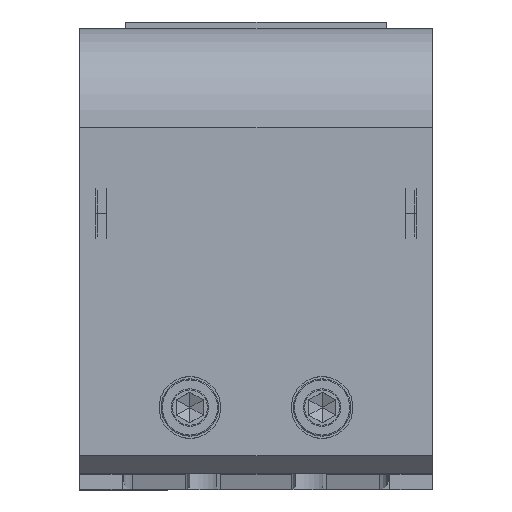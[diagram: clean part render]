
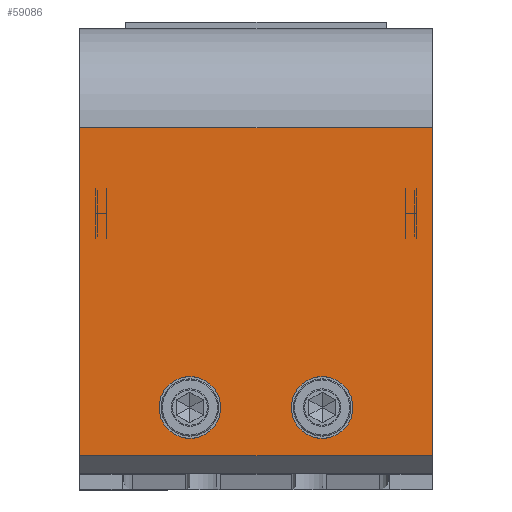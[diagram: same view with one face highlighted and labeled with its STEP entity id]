
A CAD part, top view. The second image highlights one B-rep face of the part: STEP entity #59086.
In plain terms, the highlighted planar face has unit normal (0, 0, 1).
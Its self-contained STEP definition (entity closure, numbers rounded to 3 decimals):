
#298 = ORIENTED_EDGE ( 'NONE', *, *, #121489, .F. ) ;
#517 = AXIS2_PLACEMENT_3D ( 'NONE', #77477, #128546, #112707 ) ;
#4316 = EDGE_CURVE ( 'NONE', #146236, #158183, #174429, .T. ) ;
#5615 = DIRECTION ( 'NONE',  ( -1., 0., 0. ) ) ;
#7673 = ORIENTED_EDGE ( 'NONE', *, *, #55591, .T. ) ;
#11652 = LINE ( 'NONE', #215692, #177597 ) ;
#13554 = CARTESIAN_POINT ( 'NONE',  ( 153.798, 174.238, 570.351 ) ) ;
#17405 = DIRECTION ( 'NONE',  ( 1., 0., 0. ) ) ;
#17734 = ORIENTED_EDGE ( 'NONE', *, *, #174455, .F. ) ;
#29451 = VERTEX_POINT ( 'NONE', #209707 ) ;
#35129 = DIRECTION ( 'NONE',  ( 0., 0., 1. ) ) ;
#38278 = CARTESIAN_POINT ( 'NONE',  ( 105.798, 163.238, 570.351 ) ) ;
#38428 = FACE_BOUND ( 'NONE', #138127, .T. ) ;
#39548 = DIRECTION ( 'NONE',  ( 0., 0., -1. ) ) ;
#42704 = CIRCLE ( 'NONE', #191081, 7. ) ;
#43368 = DIRECTION ( 'NONE',  ( 0., -1., 0. ) ) ;
#49591 = DIRECTION ( 'NONE',  ( -1., 0., 0. ) ) ;
#53216 = CARTESIAN_POINT ( 'NONE',  ( 160.798, 174.238, 570.351 ) ) ;
#54726 = CARTESIAN_POINT ( 'NONE',  ( 160.798, 174.238, 570.351 ) ) ;
#55591 = EDGE_CURVE ( 'NONE', #99529, #29451, #134721, .T. ) ;
#59086 = ADVANCED_FACE ( 'NONE', ( #38428, #90622, #94021 ), #126909, .F. ) ;
#65246 = DIRECTION ( 'NONE',  ( 0., 0., 1. ) ) ;
#66827 = CARTESIAN_POINT ( 'NONE',  ( 185.798, 163.238, 570.351 ) ) ;
#68565 = CARTESIAN_POINT ( 'NONE',  ( 130.798, 174.238, 570.351 ) ) ;
#75895 = DIRECTION ( 'NONE',  ( 0., -1., 0. ) ) ;
#75961 = ORIENTED_EDGE ( 'NONE', *, *, #127575, .T. ) ;
#77477 = CARTESIAN_POINT ( 'NONE',  ( 130.798, 174.238, 570.351 ) ) ;
#90622 = FACE_BOUND ( 'NONE', #203577, .T. ) ;
#94021 = FACE_OUTER_BOUND ( 'NONE', #99619, .T. ) ;
#94995 = ORIENTED_EDGE ( 'NONE', *, *, #210973, .F. ) ;
#99170 = VECTOR ( 'NONE', #75895, 1000. ) ;
#99529 = VERTEX_POINT ( 'NONE', #165278 ) ;
#99619 = EDGE_LOOP ( 'NONE', ( #75961, #196937, #94995, #7673 ) ) ;
#101088 = DIRECTION ( 'NONE',  ( 1., 0., 0. ) ) ;
#101516 = AXIS2_PLACEMENT_3D ( 'NONE', #68565, #65246, #187568 ) ;
#101872 = CARTESIAN_POINT ( 'NONE',  ( 123.798, 174.238, 570.351 ) ) ;
#101904 = CARTESIAN_POINT ( 'NONE',  ( 137.798, 174.238, 570.351 ) ) ;
#106697 = AXIS2_PLACEMENT_3D ( 'NONE', #215243, #39548, #5615 ) ;
#110007 = ORIENTED_EDGE ( 'NONE', *, *, #189090, .F. ) ;
#112707 = DIRECTION ( 'NONE',  ( 1., 0., 0. ) ) ;
#120175 = DIRECTION ( 'NONE',  ( 1., 0., 0. ) ) ;
#121489 = EDGE_CURVE ( 'NONE', #152830, #182549, #173856, .T. ) ;
#124005 = DIRECTION ( 'NONE',  ( 0., 0., 1. ) ) ;
#125850 = CARTESIAN_POINT ( 'NONE',  ( 185.798, 159.238, 570.351 ) ) ;
#126909 = PLANE ( 'NONE',  #106697 ) ;
#127575 = EDGE_CURVE ( 'NONE', #29451, #146236, #11652, .T. ) ;
#128546 = DIRECTION ( 'NONE',  ( 0., 0., 1. ) ) ;
#134721 = LINE ( 'NONE', #224143, #199564 ) ;
#138127 = EDGE_LOOP ( 'NONE', ( #160096, #298 ) ) ;
#146236 = VERTEX_POINT ( 'NONE', #38278 ) ;
#152830 = VERTEX_POINT ( 'NONE', #101872 ) ;
#154149 = CARTESIAN_POINT ( 'NONE',  ( 185.798, 163.238, 570.351 ) ) ;
#155881 = CIRCLE ( 'NONE', #517, 7. ) ;
#158183 = VERTEX_POINT ( 'NONE', #154149 ) ;
#160096 = ORIENTED_EDGE ( 'NONE', *, *, #219169, .F. ) ;
#165278 = CARTESIAN_POINT ( 'NONE',  ( 185.798, 237.738, 570.351 ) ) ;
#170614 = CARTESIAN_POINT ( 'NONE',  ( 167.798, 174.238, 570.351 ) ) ;
#173856 = CIRCLE ( 'NONE', #101516, 7. ) ;
#174429 = LINE ( 'NONE', #66827, #176583 ) ;
#174455 = EDGE_CURVE ( 'NONE', #199641, #223694, #218614, .T. ) ;
#176583 = VECTOR ( 'NONE', #120175, 1000. ) ;
#177597 = VECTOR ( 'NONE', #43368, 1000. ) ;
#180178 = LINE ( 'NONE', #125850, #99170 ) ;
#182549 = VERTEX_POINT ( 'NONE', #101904 ) ;
#187568 = DIRECTION ( 'NONE',  ( 1., 0., 0. ) ) ;
#189090 = EDGE_CURVE ( 'NONE', #223694, #199641, #42704, .T. ) ;
#189628 = AXIS2_PLACEMENT_3D ( 'NONE', #54726, #124005, #17405 ) ;
#191081 = AXIS2_PLACEMENT_3D ( 'NONE', #53216, #35129, #101088 ) ;
#196937 = ORIENTED_EDGE ( 'NONE', *, *, #4316, .T. ) ;
#199564 = VECTOR ( 'NONE', #49591, 1000. ) ;
#199641 = VERTEX_POINT ( 'NONE', #170614 ) ;
#203577 = EDGE_LOOP ( 'NONE', ( #17734, #110007 ) ) ;
#209707 = CARTESIAN_POINT ( 'NONE',  ( 105.798, 237.738, 570.351 ) ) ;
#210973 = EDGE_CURVE ( 'NONE', #99529, #158183, #180178, .T. ) ;
#215243 = CARTESIAN_POINT ( 'NONE',  ( 185.798, 159.238, 570.351 ) ) ;
#215692 = CARTESIAN_POINT ( 'NONE',  ( 105.798, 159.238, 570.351 ) ) ;
#218614 = CIRCLE ( 'NONE', #189628, 7. ) ;
#219169 = EDGE_CURVE ( 'NONE', #182549, #152830, #155881, .T. ) ;
#223694 = VERTEX_POINT ( 'NONE', #13554 ) ;
#224143 = CARTESIAN_POINT ( 'NONE',  ( 185.798, 237.738, 570.351 ) ) ;
